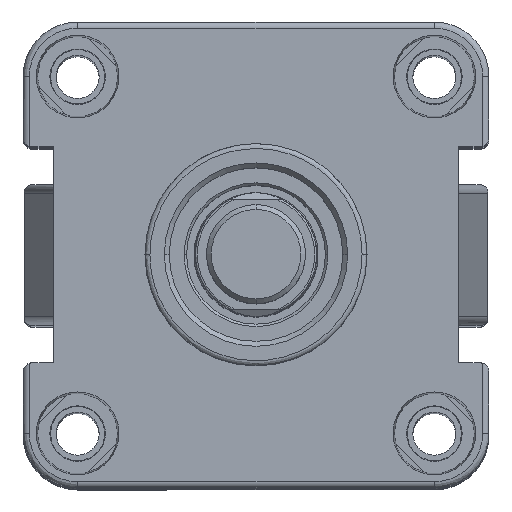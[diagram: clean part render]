
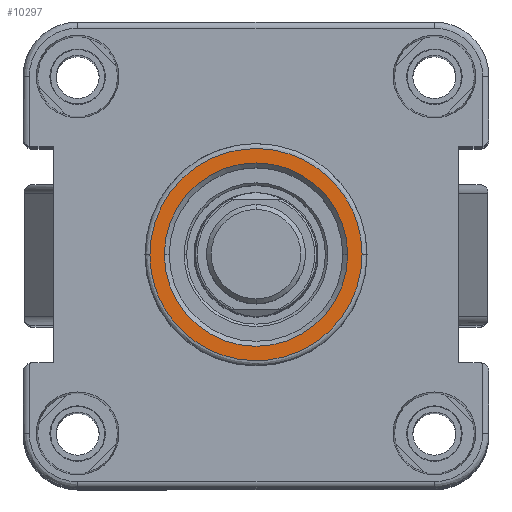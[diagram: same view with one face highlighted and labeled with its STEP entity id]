
A CAD part, top view. The second image highlights one B-rep face of the part: STEP entity #10297.
In plain terms, the highlighted face is planar.
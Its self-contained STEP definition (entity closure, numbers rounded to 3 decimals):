
#220 = ORIENTED_EDGE ( 'NONE', *, *, #10540, .F. ) ;
#1895 = CARTESIAN_POINT ( 'NONE',  ( 166., 17.5, 0. ) ) ;
#1932 = DIRECTION ( 'NONE',  ( 0., 0., -1. ) ) ;
#2367 = DIRECTION ( 'NONE',  ( 0., 0., 1. ) ) ;
#2579 = CARTESIAN_POINT ( 'NONE',  ( 166., 0., -18.5 ) ) ;
#3139 = ORIENTED_EDGE ( 'NONE', *, *, #22552, .F. ) ;
#3912 = CIRCLE ( 'NONE', #19310, 18.5 ) ;
#4112 = CARTESIAN_POINT ( 'NONE',  ( 166., 0., 18.5 ) ) ;
#5014 = AXIS2_PLACEMENT_3D ( 'NONE', #1895, #6856, #2367 ) ;
#5097 = CARTESIAN_POINT ( 'NONE',  ( 166., 0., 0. ) ) ;
#5983 = CARTESIAN_POINT ( 'NONE',  ( 166., -42.8, 21.4 ) ) ;
#6313 = DIRECTION ( 'NONE',  ( 1., 0., 0. ) ) ;
#6856 = DIRECTION ( 'NONE',  ( -1., 0., 0. ) ) ;
#6923 = CARTESIAN_POINT ( 'NONE',  ( 166., 0., -21.4 ) ) ;
#7549 = VERTEX_POINT ( 'NONE', #25983 ) ;
#8254 = PLANE ( 'NONE',  #5014 ) ;
#10257 = CARTESIAN_POINT ( 'NONE',  ( 166., -42.8, -21.4 ) ) ;
#10297 = ADVANCED_FACE ( 'NONE', ( #18141, #25478 ), #8254, .F. ) ;
#10540 = EDGE_CURVE ( 'NONE', #7549, #14245, #21527, .T. ) ;
#12857 = EDGE_CURVE ( 'NONE', #27172, #21567, #3912, .T. ) ;
#13130 = CARTESIAN_POINT ( 'NONE',  ( 166., 0., 21.4 ) ) ;
#14245 = VERTEX_POINT ( 'NONE', #19187 ) ;
#15356 = CARTESIAN_POINT ( 'NONE',  ( 166., 42.8, 21.4 ) ) ;
#15681 = DIRECTION ( 'NONE',  ( 0., 0., -1. ) ) ;
#16747 = EDGE_LOOP ( 'NONE', ( #17970, #3139 ) ) ;
#17436 =( BOUNDED_CURVE ( )  B_SPLINE_CURVE ( 3, ( #13130, #15356, #24055, #6923 ),
 .UNSPECIFIED., .F., .T. ) 
 B_SPLINE_CURVE_WITH_KNOTS ( ( 4, 4 ),
 ( 0., 1. ),
 .UNSPECIFIED. ) 
 CURVE ( )  GEOMETRIC_REPRESENTATION_ITEM ( )  RATIONAL_B_SPLINE_CURVE ( ( 1., 0.333, 0.333, 1. ) ) 
 REPRESENTATION_ITEM ( '' )  );
#17970 = ORIENTED_EDGE ( 'NONE', *, *, #12857, .F. ) ;
#18141 = FACE_OUTER_BOUND ( 'NONE', #27414, .T. ) ;
#18546 = EDGE_CURVE ( 'NONE', #14245, #7549, #17436, .T. ) ;
#19187 = CARTESIAN_POINT ( 'NONE',  ( 166., 0., 21.4 ) ) ;
#19310 = AXIS2_PLACEMENT_3D ( 'NONE', #25323, #6313, #1932 ) ;
#20590 = CARTESIAN_POINT ( 'NONE',  ( 166., 0., -21.4 ) ) ;
#20612 = AXIS2_PLACEMENT_3D ( 'NONE', #5097, #21894, #15681 ) ;
#21527 =( BOUNDED_CURVE ( )  B_SPLINE_CURVE ( 3, ( #20590, #10257, #5983, #22764 ),
 .UNSPECIFIED., .F., .F. ) 
 B_SPLINE_CURVE_WITH_KNOTS ( ( 4, 4 ),
 ( 0., 1. ),
 .UNSPECIFIED. ) 
 CURVE ( )  GEOMETRIC_REPRESENTATION_ITEM ( )  RATIONAL_B_SPLINE_CURVE ( ( 1., 0.333, 0.333, 1. ) ) 
 REPRESENTATION_ITEM ( '' )  );
#21567 = VERTEX_POINT ( 'NONE', #4112 ) ;
#21858 = ORIENTED_EDGE ( 'NONE', *, *, #18546, .F. ) ;
#21894 = DIRECTION ( 'NONE',  ( 1., 0., 0. ) ) ;
#22552 = EDGE_CURVE ( 'NONE', #21567, #27172, #24273, .T. ) ;
#22764 = CARTESIAN_POINT ( 'NONE',  ( 166., 0., 21.4 ) ) ;
#24055 = CARTESIAN_POINT ( 'NONE',  ( 166., 42.8, -21.4 ) ) ;
#24273 = CIRCLE ( 'NONE', #20612, 18.5 ) ;
#25323 = CARTESIAN_POINT ( 'NONE',  ( 166., 0., 0. ) ) ;
#25478 = FACE_BOUND ( 'NONE', #16747, .T. ) ;
#25983 = CARTESIAN_POINT ( 'NONE',  ( 166., 0., -21.4 ) ) ;
#27172 = VERTEX_POINT ( 'NONE', #2579 ) ;
#27414 = EDGE_LOOP ( 'NONE', ( #21858, #220 ) ) ;
